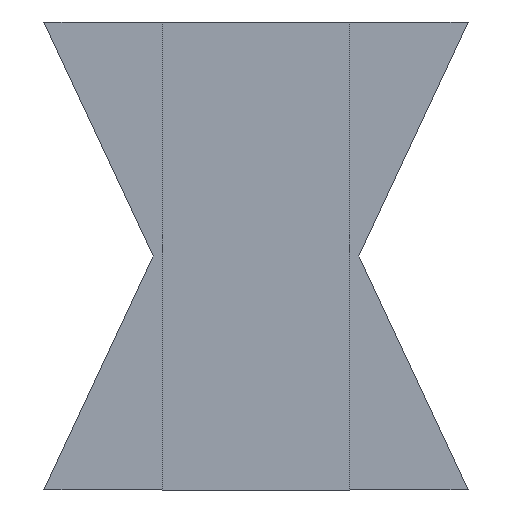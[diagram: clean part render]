
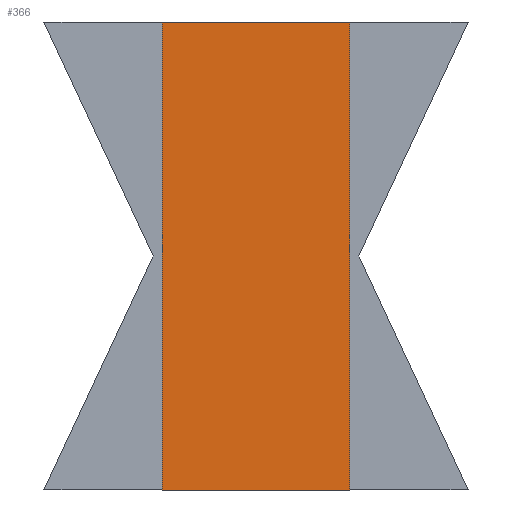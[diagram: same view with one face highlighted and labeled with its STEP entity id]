
A CAD part, left-side view. The second image highlights one B-rep face of the part: STEP entity #366.
In plain terms, the highlighted planar face has unit normal (-1, 0, 0).
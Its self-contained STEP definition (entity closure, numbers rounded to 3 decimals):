
#115=CARTESIAN_POINT('Vertex',(-8.,5.329,25.)) ;
#118=CARTESIAN_POINT('Line Origine',(-8.,0.329,25.)) ;
#122=CARTESIAN_POINT('Vertex',(-8.,-4.671,25.)) ;
#235=CARTESIAN_POINT('Vertex',(-8.,-4.671,0.)) ;
#238=CARTESIAN_POINT('Line Origine',(-8.,0.329,0.)) ;
#242=CARTESIAN_POINT('Vertex',(-8.,5.329,0.)) ;
#338=CARTESIAN_POINT('Line Origine',(-8.,-4.671,12.5)) ;
#350=CARTESIAN_POINT('Axis2P3D Location',(-8.,-4.671,25.)) ;
#355=CARTESIAN_POINT('Line Origine',(-8.,5.329,12.5)) ;
#120=VECTOR('Line Direction',#119,1.) ;
#240=VECTOR('Line Direction',#239,1.) ;
#340=VECTOR('Line Direction',#339,1.) ;
#357=VECTOR('Line Direction',#356,1.) ;
#119=DIRECTION('Vector Direction',(0.,1.,0.)) ;
#239=DIRECTION('Vector Direction',(0.,1.,0.)) ;
#339=DIRECTION('Vector Direction',(0.,0.,-1.)) ;
#351=DIRECTION('Axis2P3D Direction',(-1.,0.,0.)) ;
#352=DIRECTION('Axis2P3D XDirection',(0.,1.,0.)) ;
#356=DIRECTION('Vector Direction',(0.,0.,-1.)) ;
#353=AXIS2_PLACEMENT_3D('Plane Axis2P3D',#350,#351,#352) ;
#121=LINE('Line',#118,#120) ;
#241=LINE('Line',#238,#240) ;
#341=LINE('Line',#338,#340) ;
#358=LINE('Line',#355,#357) ;
#354=PLANE('',#353) ;
#124=EDGE_CURVE('',#116,#123,#121,.F.) ;
#244=EDGE_CURVE('',#236,#243,#241,.T.) ;
#342=EDGE_CURVE('',#123,#236,#341,.T.) ;
#359=EDGE_CURVE('',#116,#243,#358,.T.) ;
#361=ORIENTED_EDGE('',*,*,#342,.F.) ;
#362=ORIENTED_EDGE('',*,*,#124,.F.) ;
#363=ORIENTED_EDGE('',*,*,#359,.T.) ;
#364=ORIENTED_EDGE('',*,*,#244,.F.) ;
#360=EDGE_LOOP('',(#361,#362,#363,#364)) ;
#116=VERTEX_POINT('',#115) ;
#123=VERTEX_POINT('',#122) ;
#236=VERTEX_POINT('',#235) ;
#243=VERTEX_POINT('',#242) ;
#366=ADVANCED_FACE('PartBody',(#365),#354,.T.) ;
#365=FACE_OUTER_BOUND('',#360,.T.) ;
